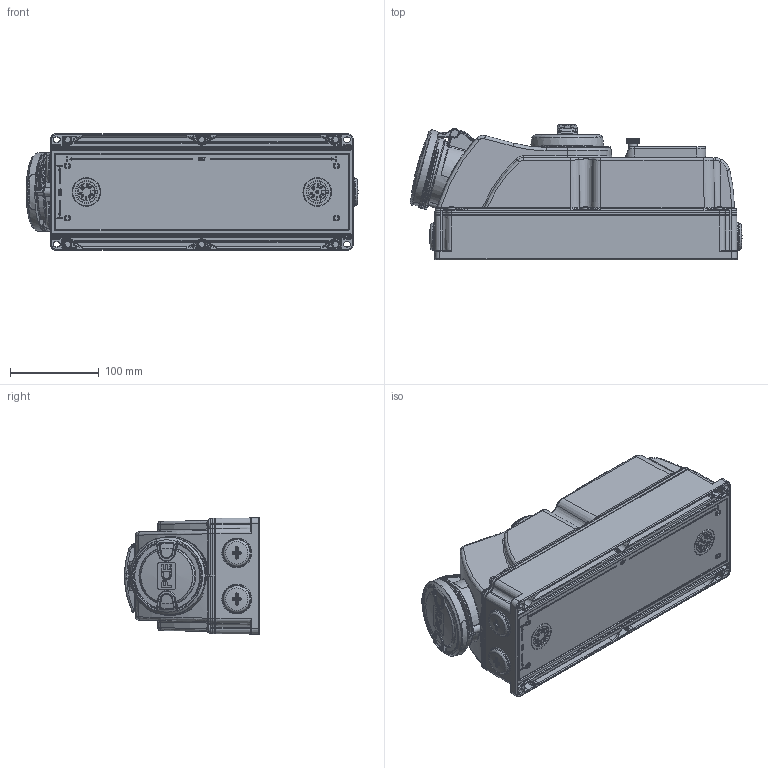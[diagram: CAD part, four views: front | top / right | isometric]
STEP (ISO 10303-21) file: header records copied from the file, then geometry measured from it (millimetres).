
FILE_DESCRIPTION (( 'STEP AP203' ), '1' );
FILE_NAME ('7625-6.STEP', '2018-02-08T07:58:24', ( '' ), ( '' ), 'SwSTEP 2.0', 'SolidWorks 2016', '' );
FILE_SCHEMA (( 'CONFIG_CONTROL_DESIGN' ));
Products named in the file (1): 7625-6
Bounding box: 373.95 x 152.78 x 130.86 mm (x, y, z)
Volume: 5133911.9 mm3; surface area: 283068.3 mm2
Topology: 1 solids, 1 shells, 3818 faces, 9662 edges, 5835 vertices
Faces by surface type: cylinder 1077, plane 943, bspline 886, torus 593, cone 179, sphere 140
Full cylindrical faces by diameter (mm): 10 x2, 31.6 x3
Entity records: 149222 total; most frequent: CARTESIAN_POINT 67188, ORIENTED_EDGE 18852, DIRECTION 14939, EDGE_CURVE 9426, AXIS2_PLACEMENT_3D 5821, VERTEX_POINT 5792, EDGE_LOOP 4014, FACE_OUTER_BOUND 3857
